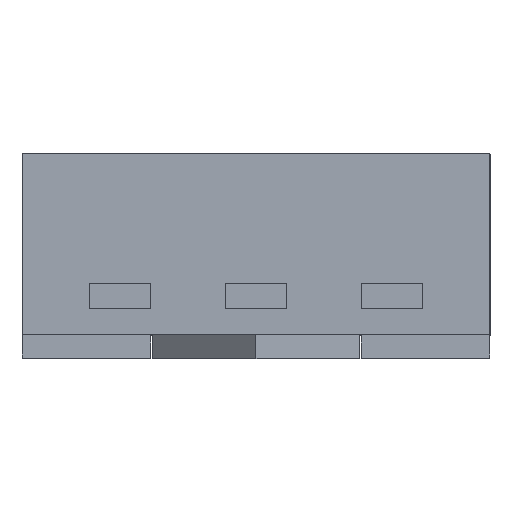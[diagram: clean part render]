
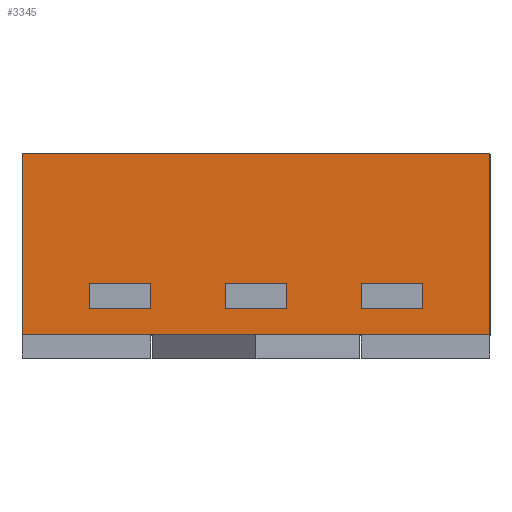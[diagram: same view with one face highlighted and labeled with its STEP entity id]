
A CAD part, top view. The second image highlights one B-rep face of the part: STEP entity #3345.
In plain terms, the highlighted planar face has unit normal (0, 0, 1).
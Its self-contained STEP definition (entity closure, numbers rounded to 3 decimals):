
#4 = CARTESIAN_POINT ( 'NONE',  ( 0.18, 0.084, 0.4 ) ) ;
#41 = ORIENTED_EDGE ( 'NONE', *, *, #3881, .F. ) ;
#70 = LINE ( 'NONE', #3006, #4448 ) ;
#90 = DIRECTION ( 'NONE',  ( 1., 0., 0. ) ) ;
#100 = EDGE_CURVE ( 'NONE', #1322, #4173, #3436, .T. ) ;
#138 = VERTEX_POINT ( 'NONE', #4 ) ;
#162 = LINE ( 'NONE', #653, #326 ) ;
#224 = LINE ( 'NONE', #2526, #3809 ) ;
#276 = LINE ( 'NONE', #1995, #3261 ) ;
#314 = EDGE_CURVE ( 'NONE', #2090, #1322, #276, .T. ) ;
#326 = VECTOR ( 'NONE', #801, 1000. ) ;
#350 = ORIENTED_EDGE ( 'NONE', *, *, #3774, .F. ) ;
#380 = VECTOR ( 'NONE', #3514, 1000. ) ;
#393 = VERTEX_POINT ( 'NONE', #3509 ) ;
#432 = VECTOR ( 'NONE', #3226, 1000. ) ;
#434 = VECTOR ( 'NONE', #3301, 1000. ) ;
#464 = EDGE_LOOP ( 'NONE', ( #3563, #840, #829, #1640 ) ) ;
#546 = FACE_OUTER_BOUND ( 'NONE', #1632, .T. ) ;
#552 = EDGE_CURVE ( 'NONE', #3039, #1756, #224, .T. ) ;
#621 = ORIENTED_EDGE ( 'NONE', *, *, #1591, .T. ) ;
#624 = DIRECTION ( 'NONE',  ( 1., 0., 0. ) ) ;
#653 = CARTESIAN_POINT ( 'NONE',  ( -0.18, 0.084, 0.4 ) ) ;
#670 = VERTEX_POINT ( 'NONE', #3783 ) ;
#680 = VERTEX_POINT ( 'NONE', #4117 ) ;
#715 = LINE ( 'NONE', #2378, #4298 ) ;
#757 = LINE ( 'NONE', #3885, #860 ) ;
#768 = FACE_BOUND ( 'NONE', #3041, .T. ) ;
#801 = DIRECTION ( 'NONE',  ( 1., 0., 0. ) ) ;
#807 = CARTESIAN_POINT ( 'NONE',  ( 0.4, -1.131, 0.4 ) ) ;
#829 = ORIENTED_EDGE ( 'NONE', *, *, #100, .F. ) ;
#840 = ORIENTED_EDGE ( 'NONE', *, *, #4190, .F. ) ;
#849 = CARTESIAN_POINT ( 'NONE',  ( -0.053, 0.084, 0.4 ) ) ;
#860 = VECTOR ( 'NONE', #2519, 1000. ) ;
#886 = DIRECTION ( 'NONE',  ( 1., 0., 0. ) ) ;
#919 = LINE ( 'NONE', #807, #432 ) ;
#939 = VECTOR ( 'NONE', #1631, 1000. ) ;
#967 = LINE ( 'NONE', #1339, #2803 ) ;
#989 = EDGE_CURVE ( 'NONE', #1756, #393, #4340, .T. ) ;
#1022 = EDGE_CURVE ( 'NONE', #670, #3039, #162, .T. ) ;
#1026 = VERTEX_POINT ( 'NONE', #1652 ) ;
#1113 = VERTEX_POINT ( 'NONE', #3036 ) ;
#1127 = DIRECTION ( 'NONE',  ( 0., 1., 0. ) ) ;
#1165 = DIRECTION ( 'NONE',  ( 0., 1., 0. ) ) ;
#1175 = ORIENTED_EDGE ( 'NONE', *, *, #1022, .F. ) ;
#1196 = VECTOR ( 'NONE', #624, 1000. ) ;
#1212 = ORIENTED_EDGE ( 'NONE', *, *, #3917, .F. ) ;
#1219 = EDGE_CURVE ( 'NONE', #2243, #138, #1302, .T. ) ;
#1287 = DIRECTION ( 'NONE',  ( 0., -1., 0. ) ) ;
#1302 = LINE ( 'NONE', #3497, #380 ) ;
#1322 = VERTEX_POINT ( 'NONE', #3387 ) ;
#1339 = CARTESIAN_POINT ( 'NONE',  ( -0.4, 0.04, 0.4 ) ) ;
#1396 = VERTEX_POINT ( 'NONE', #3010 ) ;
#1463 = PLANE ( 'NONE',  #2609 ) ;
#1574 = FACE_BOUND ( 'NONE', #4308, .T. ) ;
#1589 = VERTEX_POINT ( 'NONE', #4273 ) ;
#1591 = EDGE_CURVE ( 'NONE', #680, #1396, #919, .T. ) ;
#1598 = ORIENTED_EDGE ( 'NONE', *, *, #1219, .F. ) ;
#1618 = CARTESIAN_POINT ( 'NONE',  ( 0.18, 0.084, 0.4 ) ) ;
#1631 = DIRECTION ( 'NONE',  ( 0., 1., 0. ) ) ;
#1632 = EDGE_LOOP ( 'NONE', ( #2235, #621, #1212, #3050 ) ) ;
#1640 = ORIENTED_EDGE ( 'NONE', *, *, #314, .F. ) ;
#1652 = CARTESIAN_POINT ( 'NONE',  ( 0.285, 0.128, 0.4 ) ) ;
#1730 = LINE ( 'NONE', #2960, #434 ) ;
#1756 = VERTEX_POINT ( 'NONE', #3431 ) ;
#1771 = EDGE_CURVE ( 'NONE', #1026, #2243, #715, .T. ) ;
#1940 = EDGE_CURVE ( 'NONE', #1113, #1589, #3794, .T. ) ;
#1995 = CARTESIAN_POINT ( 'NONE',  ( -0.053, 0.084, 0.4 ) ) ;
#1996 = CARTESIAN_POINT ( 'NONE',  ( 0.052, 0.128, 0.4 ) ) ;
#1999 = FACE_BOUND ( 'NONE', #464, .T. ) ;
#2069 = CARTESIAN_POINT ( 'NONE',  ( -0.4, -1.131, 0.4 ) ) ;
#2090 = VERTEX_POINT ( 'NONE', #849 ) ;
#2093 = DIRECTION ( 'NONE',  ( 0., 0., 1. ) ) ;
#2103 = CARTESIAN_POINT ( 'NONE',  ( -0.4, -1.131, 0.4 ) ) ;
#2114 = LINE ( 'NONE', #1618, #2384 ) ;
#2165 = CARTESIAN_POINT ( 'NONE',  ( -0.053, 0.128, 0.4 ) ) ;
#2235 = ORIENTED_EDGE ( 'NONE', *, *, #2430, .F. ) ;
#2243 = VERTEX_POINT ( 'NONE', #3712 ) ;
#2313 = CARTESIAN_POINT ( 'NONE',  ( -0.285, 0.128, 0.4 ) ) ;
#2378 = CARTESIAN_POINT ( 'NONE',  ( 0.18, 0.128, 0.4 ) ) ;
#2384 = VECTOR ( 'NONE', #3008, 1000. ) ;
#2430 = EDGE_CURVE ( 'NONE', #680, #1113, #967, .T. ) ;
#2457 = ORIENTED_EDGE ( 'NONE', *, *, #552, .F. ) ;
#2491 = VECTOR ( 'NONE', #1127, 1000. ) ;
#2519 = DIRECTION ( 'NONE',  ( -1., 0., 0. ) ) ;
#2526 = CARTESIAN_POINT ( 'NONE',  ( -0.18, 0.128, 0.4 ) ) ;
#2609 = AXIS2_PLACEMENT_3D ( 'NONE', #2103, #2093, #90 ) ;
#2803 = VECTOR ( 'NONE', #3111, 1000. ) ;
#2848 = VERTEX_POINT ( 'NONE', #2165 ) ;
#2960 = CARTESIAN_POINT ( 'NONE',  ( -0.053, 0.128, 0.4 ) ) ;
#3006 = CARTESIAN_POINT ( 'NONE',  ( 0.285, 0.128, 0.4 ) ) ;
#3008 = DIRECTION ( 'NONE',  ( 1., 0., 0. ) ) ;
#3010 = CARTESIAN_POINT ( 'NONE',  ( 0.4, 0.35, 0.4 ) ) ;
#3032 = CARTESIAN_POINT ( 'NONE',  ( -0.4, 0.35, 0.4 ) ) ;
#3036 = CARTESIAN_POINT ( 'NONE',  ( -0.4, 0.04, 0.4 ) ) ;
#3038 = VERTEX_POINT ( 'NONE', #3332 ) ;
#3039 = VERTEX_POINT ( 'NONE', #3300 ) ;
#3041 = EDGE_LOOP ( 'NONE', ( #1598, #3439, #350, #41 ) ) ;
#3050 = ORIENTED_EDGE ( 'NONE', *, *, #1940, .F. ) ;
#3105 = DIRECTION ( 'NONE',  ( -1., 0., 0. ) ) ;
#3111 = DIRECTION ( 'NONE',  ( -1., 0., 0. ) ) ;
#3197 = LINE ( 'NONE', #2313, #4241 ) ;
#3226 = DIRECTION ( 'NONE',  ( 0., 1., 0. ) ) ;
#3261 = VECTOR ( 'NONE', #886, 1000. ) ;
#3300 = CARTESIAN_POINT ( 'NONE',  ( -0.18, 0.084, 0.4 ) ) ;
#3301 = DIRECTION ( 'NONE',  ( 0., -1., 0. ) ) ;
#3332 = CARTESIAN_POINT ( 'NONE',  ( 0.285, 0.084, 0.4 ) ) ;
#3345 = ADVANCED_FACE ( 'NONE', ( #1574, #1999, #768, #546 ), #1463, .T. ) ;
#3381 = ORIENTED_EDGE ( 'NONE', *, *, #3739, .F. ) ;
#3387 = CARTESIAN_POINT ( 'NONE',  ( 0.052, 0.084, 0.4 ) ) ;
#3419 = VECTOR ( 'NONE', #3105, 1000. ) ;
#3431 = CARTESIAN_POINT ( 'NONE',  ( -0.18, 0.128, 0.4 ) ) ;
#3436 = LINE ( 'NONE', #1996, #939 ) ;
#3439 = ORIENTED_EDGE ( 'NONE', *, *, #1771, .F. ) ;
#3497 = CARTESIAN_POINT ( 'NONE',  ( 0.18, 0.128, 0.4 ) ) ;
#3509 = CARTESIAN_POINT ( 'NONE',  ( -0.285, 0.128, 0.4 ) ) ;
#3514 = DIRECTION ( 'NONE',  ( 0., -1., 0. ) ) ;
#3563 = ORIENTED_EDGE ( 'NONE', *, *, #4406, .F. ) ;
#3712 = CARTESIAN_POINT ( 'NONE',  ( 0.18, 0.128, 0.4 ) ) ;
#3739 = EDGE_CURVE ( 'NONE', #393, #670, #3197, .T. ) ;
#3746 = DIRECTION ( 'NONE',  ( 0., 1., 0. ) ) ;
#3774 = EDGE_CURVE ( 'NONE', #3038, #1026, #70, .T. ) ;
#3783 = CARTESIAN_POINT ( 'NONE',  ( -0.285, 0.084, 0.4 ) ) ;
#3786 = ORIENTED_EDGE ( 'NONE', *, *, #989, .F. ) ;
#3794 = LINE ( 'NONE', #2069, #2491 ) ;
#3809 = VECTOR ( 'NONE', #1165, 1000. ) ;
#3881 = EDGE_CURVE ( 'NONE', #138, #3038, #2114, .T. ) ;
#3885 = CARTESIAN_POINT ( 'NONE',  ( -0.053, 0.128, 0.4 ) ) ;
#3917 = EDGE_CURVE ( 'NONE', #1589, #1396, #3958, .T. ) ;
#3958 = LINE ( 'NONE', #3032, #1196 ) ;
#4007 = CARTESIAN_POINT ( 'NONE',  ( -0.18, 0.128, 0.4 ) ) ;
#4117 = CARTESIAN_POINT ( 'NONE',  ( 0.4, 0.04, 0.4 ) ) ;
#4173 = VERTEX_POINT ( 'NONE', #4257 ) ;
#4190 = EDGE_CURVE ( 'NONE', #4173, #2848, #757, .T. ) ;
#4241 = VECTOR ( 'NONE', #1287, 1000. ) ;
#4257 = CARTESIAN_POINT ( 'NONE',  ( 0.052, 0.128, 0.4 ) ) ;
#4273 = CARTESIAN_POINT ( 'NONE',  ( -0.4, 0.35, 0.4 ) ) ;
#4298 = VECTOR ( 'NONE', #4491, 1000. ) ;
#4308 = EDGE_LOOP ( 'NONE', ( #3786, #2457, #1175, #3381 ) ) ;
#4340 = LINE ( 'NONE', #4007, #3419 ) ;
#4406 = EDGE_CURVE ( 'NONE', #2848, #2090, #1730, .T. ) ;
#4448 = VECTOR ( 'NONE', #3746, 1000. ) ;
#4491 = DIRECTION ( 'NONE',  ( -1., 0., 0. ) ) ;
